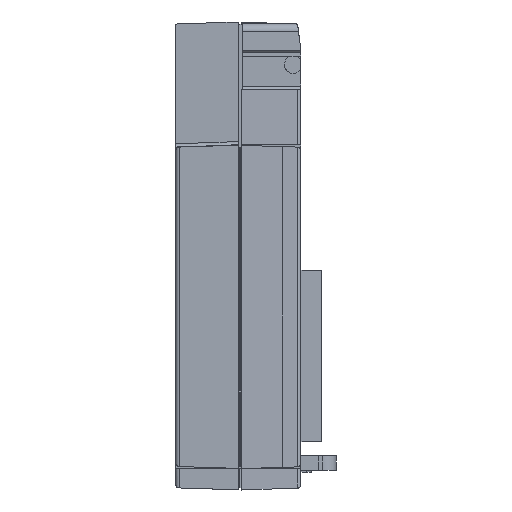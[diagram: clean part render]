
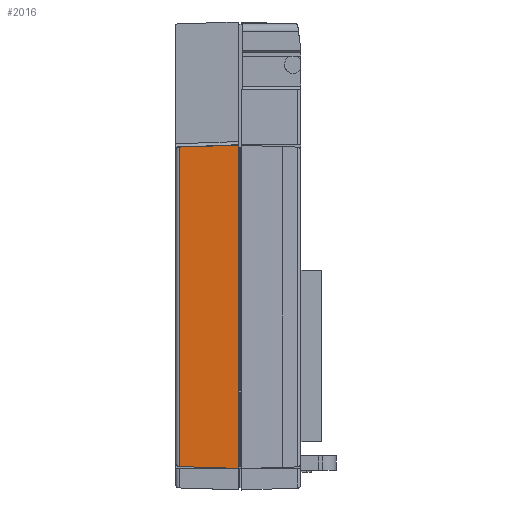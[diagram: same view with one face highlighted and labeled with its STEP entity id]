
A CAD part, left-side view. The second image highlights one B-rep face of the part: STEP entity #2016.
In plain terms, the highlighted planar face has unit normal (-1, 0.031, 0).
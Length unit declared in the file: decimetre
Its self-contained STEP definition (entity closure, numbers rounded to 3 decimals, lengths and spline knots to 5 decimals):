
#2016=ADVANCED_FACE('Corps principal',(#5157),#5158,.F.);
#5157=FACE_OUTER_BOUND('',#9908,.T.);
#5158=PLANE('',#9909);
#9908=EDGE_LOOP('',(#15994,#15995,#15996,#15997));
#9909=AXIS2_PLACEMENT_3D('',#15998,#15999,#16000);
#15994=ORIENTED_EDGE('',*,*,#27792,.F.);
#15995=ORIENTED_EDGE('',*,*,#27789,.F.);
#15996=ORIENTED_EDGE('',*,*,#27485,.T.);
#15997=ORIENTED_EDGE('',*,*,#27491,.T.);
#15998=CARTESIAN_POINT('',(-94.0,17.5,-66.552));
#15999=DIRECTION('',(1.,-0.031,0.0));
#16000=DIRECTION('',(0.0,0.0,-1.0));
#27485=EDGE_CURVE('',#33199,#33197,#33200,.T.);
#27491=EDGE_CURVE('',#33197,#33207,#33209,.T.);
#27789=EDGE_CURVE('',#33199,#33650,#33651,.T.);
#27792=EDGE_CURVE('',#33650,#33207,#33654,.T.);
#33197=VERTEX_POINT('',#42548);
#33199=VERTEX_POINT('',#42551);
#33200=LINE('',#42552,#42553);
#33207=VERTEX_POINT('',#42563);
#33209=LINE('',#42566,#42567);
#33650=VERTEX_POINT('',#43479);
#33651=LINE('',#43480,#43481);
#33654=LINE('',#43485,#43486);
#42548=CARTESIAN_POINT('',(-94.0,17.5,30.0));
#42551=CARTESIAN_POINT('',(-94.0,17.5,-60.5));
#42552=CARTESIAN_POINT('',(-94.0,17.5,-15.25));
#42553=VECTOR('',#53460,1.0);
#42563=CARTESIAN_POINT('',(-93.48037,34.03141,29.48044));
#42566=CARTESIAN_POINT('',(-93.74022,25.76571,29.74022));
#42567=VECTOR('',#53465,1.0);
#43479=CARTESIAN_POINT('',(-93.48037,34.03141,-59.98042));
#43480=CARTESIAN_POINT('',(-93.74022,25.7657,-60.24021));
#43481=VECTOR('',#53717,1.0);
#43485=CARTESIAN_POINT('',(-93.48044,34.03141,-15.24999));
#43486=VECTOR('',#53719,1.0);
#53460=DIRECTION('',(0.0,0.0,1.0));
#53465=DIRECTION('',(0.031,0.999,-0.031));
#53717=DIRECTION('',(0.031,0.999,0.031));
#53719=DIRECTION('',(0.0,0.0,1.0));
